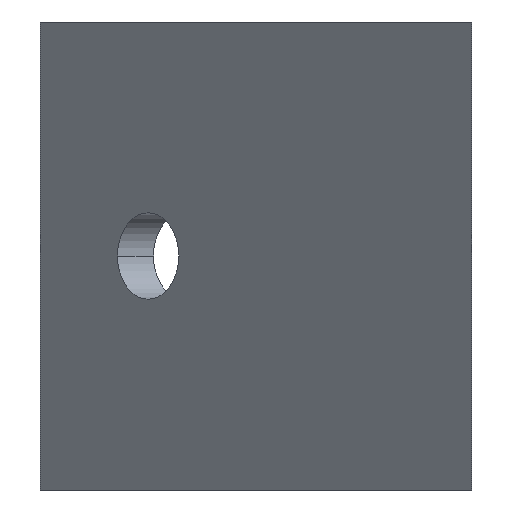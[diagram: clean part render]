
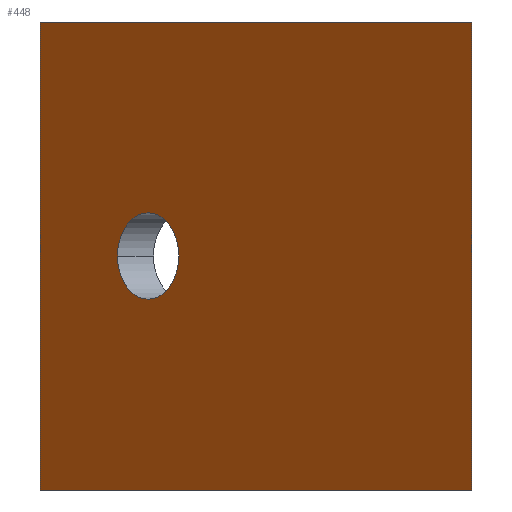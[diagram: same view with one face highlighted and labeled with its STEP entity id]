
A CAD part, left-side view. The second image highlights one B-rep face of the part: STEP entity #448.
In plain terms, the highlighted planar face has unit normal (-0.707, 0.707, 0).
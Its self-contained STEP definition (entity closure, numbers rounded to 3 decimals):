
#3 = CARTESIAN_POINT ( 'NONE',  ( 0., 0., 23. ) ) ;
#37 = FACE_OUTER_BOUND ( 'NONE', #152, .T. ) ;
#54 = CARTESIAN_POINT ( 'NONE',  ( 0., 0., -23. ) ) ;
#74 = VECTOR ( 'NONE', #463, 1000. ) ;
#75 = VECTOR ( 'NONE', #493, 1000. ) ;
#87 = EDGE_LOOP ( 'NONE', ( #444, #266 ) ) ;
#89 = AXIS2_PLACEMENT_3D ( 'NONE', #221, #772, #521 ) ;
#127 = VERTEX_POINT ( 'NONE', #601 ) ;
#137 = VERTEX_POINT ( 'NONE', #54 ) ;
#152 = EDGE_LOOP ( 'NONE', ( #238, #546, #614, #199 ) ) ;
#167 = DIRECTION ( 'NONE',  ( -0.707, -0.707, 0. ) ) ;
#168 = DIRECTION ( 'NONE',  ( 0.707, 0.707, 0. ) ) ;
#170 = VECTOR ( 'NONE', #458, 1000. ) ;
#199 = ORIENTED_EDGE ( 'NONE', *, *, #271, .T. ) ;
#200 = CARTESIAN_POINT ( 'NONE',  ( 0., 0., 23. ) ) ;
#211 = CARTESIAN_POINT ( 'NONE',  ( 42.426, 42.426, 23. ) ) ;
#221 = CARTESIAN_POINT ( 'NONE',  ( 31.82, 31.82, 0. ) ) ;
#226 = CARTESIAN_POINT ( 'NONE',  ( 0., 0., -23. ) ) ;
#231 = FACE_BOUND ( 'NONE', #87, .T. ) ;
#235 = CARTESIAN_POINT ( 'NONE',  ( 28.815, 28.815, 0. ) ) ;
#238 = ORIENTED_EDGE ( 'NONE', *, *, #560, .T. ) ;
#250 = LINE ( 'NONE', #3, #75 ) ;
#253 = EDGE_CURVE ( 'NONE', #681, #625, #352, .T. ) ;
#266 = ORIENTED_EDGE ( 'NONE', *, *, #518, .F. ) ;
#269 = AXIS2_PLACEMENT_3D ( 'NONE', #357, #773, #168 ) ;
#271 = EDGE_CURVE ( 'NONE', #362, #557, #757, .T. ) ;
#278 = DIRECTION ( 'NONE',  ( -0.707, -0.707, 0. ) ) ;
#285 = LINE ( 'NONE', #226, #322 ) ;
#286 = PLANE ( 'NONE',  #269 ) ;
#322 = VECTOR ( 'NONE', #167, 1000. ) ;
#328 = LINE ( 'NONE', #200, #74 ) ;
#332 = DIRECTION ( 'NONE',  ( -0.707, 0.707, 0. ) ) ;
#352 = CIRCLE ( 'NONE', #731, 4.25 ) ;
#357 = CARTESIAN_POINT ( 'NONE',  ( 0., 0., 23. ) ) ;
#359 = EDGE_CURVE ( 'NONE', #362, #127, #328, .T. ) ;
#362 = VERTEX_POINT ( 'NONE', #445 ) ;
#444 = ORIENTED_EDGE ( 'NONE', *, *, #253, .F. ) ;
#445 = CARTESIAN_POINT ( 'NONE',  ( 42.426, 42.426, 23. ) ) ;
#448 = ADVANCED_FACE ( 'NONE', ( #231, #37 ), #286, .F. ) ;
#458 = DIRECTION ( 'NONE',  ( 0., 0., -1. ) ) ;
#463 = DIRECTION ( 'NONE',  ( -0.707, -0.707, 0. ) ) ;
#493 = DIRECTION ( 'NONE',  ( 0., 0., -1. ) ) ;
#517 = CARTESIAN_POINT ( 'NONE',  ( 31.82, 31.82, 0. ) ) ;
#518 = EDGE_CURVE ( 'NONE', #625, #681, #598, .T. ) ;
#521 = DIRECTION ( 'NONE',  ( -0.707, -0.707, 0. ) ) ;
#546 = ORIENTED_EDGE ( 'NONE', *, *, #789, .F. ) ;
#557 = VERTEX_POINT ( 'NONE', #766 ) ;
#560 = EDGE_CURVE ( 'NONE', #557, #137, #285, .T. ) ;
#598 = CIRCLE ( 'NONE', #89, 4.25 ) ;
#601 = CARTESIAN_POINT ( 'NONE',  ( 0., 0., 23. ) ) ;
#614 = ORIENTED_EDGE ( 'NONE', *, *, #359, .F. ) ;
#625 = VERTEX_POINT ( 'NONE', #717 ) ;
#681 = VERTEX_POINT ( 'NONE', #235 ) ;
#717 = CARTESIAN_POINT ( 'NONE',  ( 34.825, 34.825, 0. ) ) ;
#731 = AXIS2_PLACEMENT_3D ( 'NONE', #517, #332, #278 ) ;
#757 = LINE ( 'NONE', #211, #170 ) ;
#766 = CARTESIAN_POINT ( 'NONE',  ( 42.426, 42.426, -23. ) ) ;
#772 = DIRECTION ( 'NONE',  ( -0.707, 0.707, 0. ) ) ;
#773 = DIRECTION ( 'NONE',  ( 0.707, -0.707, 0. ) ) ;
#789 = EDGE_CURVE ( 'NONE', #127, #137, #250, .T. ) ;
